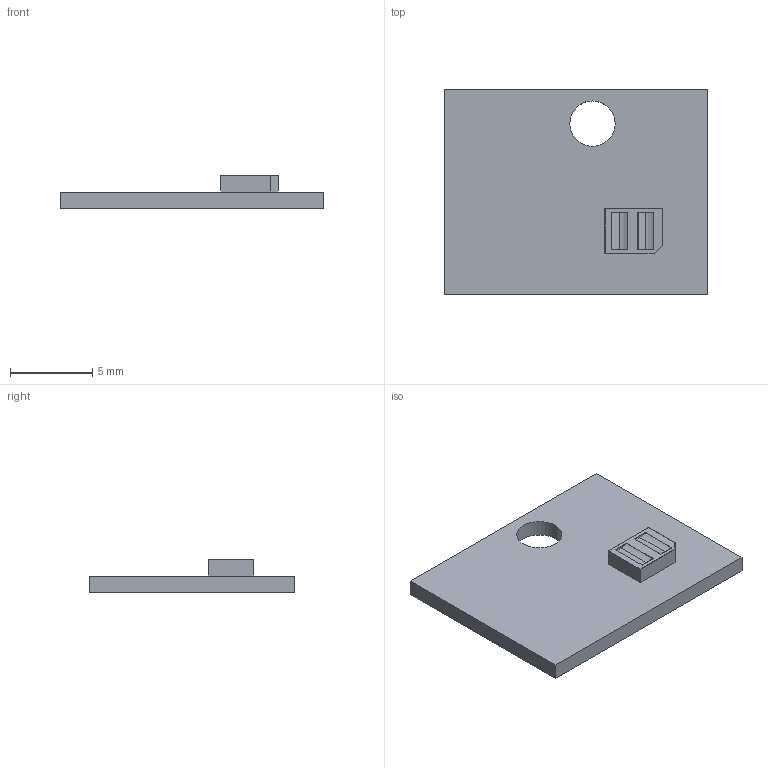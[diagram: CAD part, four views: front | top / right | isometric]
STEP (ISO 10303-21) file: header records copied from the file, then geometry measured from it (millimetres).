
FILE_DESCRIPTION (( 'STEP AP203' ), '1' );
FILE_NAME ('Moby-Capteur-Top-H_Défaut_sldprt.STEP', '2019-11-01T12:17:37', ( '' ), ( '' ), 'SwSTEP 2.0', 'SolidWorks 2017', '' );
FILE_SCHEMA (( 'CONFIG_CONTROL_DESIGN' ));
Length unit declared in the file: millimetre
Products named in the file (1): Moby-Capteur-Top-H_Défaut_sldprt
Bounding box: 16 x 12.5 x 2 mm (x, y, z)
Volume: 203.2 mm3; surface area: 466.4 mm2
Topology: 1 solids, 1 shells, 35 faces, 85 edges, 55 vertices
Faces by surface type: cylinder 19, plane 16
Entity records: 1136 total; most frequent: CARTESIAN_POINT 275, ORIENTED_EDGE 170, DIRECTION 148, EDGE_CURVE 85, VERTEX_POINT 55, VECTOR 52, LINE 52, AXIS2_PLACEMENT_3D 48
